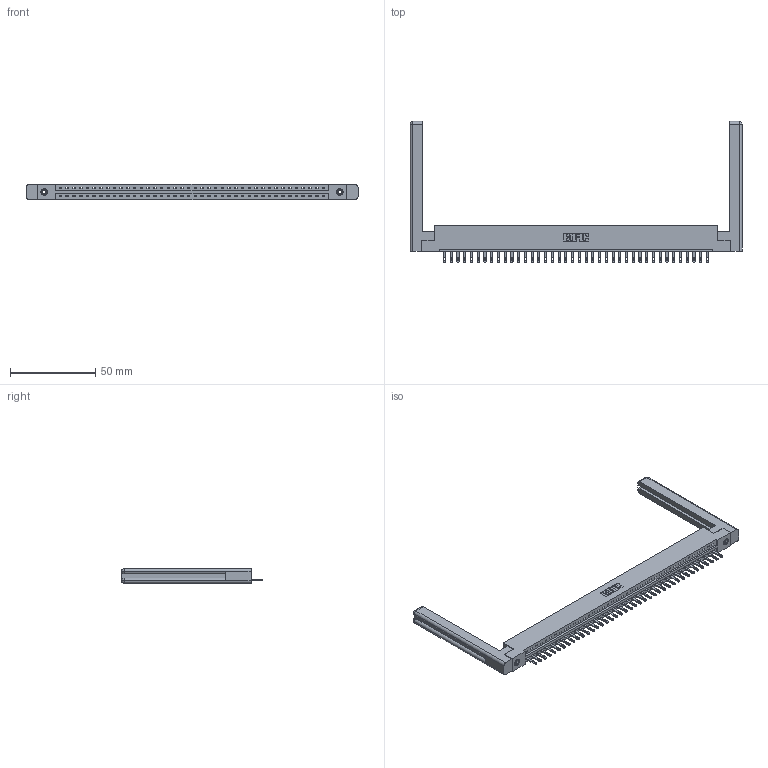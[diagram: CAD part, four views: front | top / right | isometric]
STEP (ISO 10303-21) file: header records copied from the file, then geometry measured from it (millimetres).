
FILE_DESCRIPTION (( 'STEP AP203' ), '1' );
FILE_NAME ('337-040-500-158.STEP', '2019-10-01T19:08:38', ( '' ), ( '' ), 'SwSTEP 2.0', 'SolidWorks 2016', '' );
FILE_SCHEMA (( 'CONFIG_CONTROL_DESIGN' ));
Length unit declared in the file: inch
Products named in the file (5): 345-250-001_345-250-001-102; 307-220-058; 337 Part_Flush Mounting Lugs - 0.156 Dia-TI; 345-292-001_345-293-100; 337-040-500-158
Assembly tree (45 placements, depth 2):
  337-040-500-158
    337 Part_Flush Mounting Lugs - 0.156 Dia-TI
    345-292-001_345-293-100  x40
    345-250-001_345-250-001-102  x2
    307-220-058  x2
Bounding box: 195.12 x 82.94 x 9.4 mm (x, y, z)
Volume: 27441.6 mm3; surface area: 26251.2 mm2
Topology: 45 solids, 45 shells, 2576 faces, 7865 edges, 5230 vertices
Faces by surface type: plane 1754, cylinder 798, cone 12, torus 12
Entity records: 32556 total; most frequent: CARTESIAN_POINT 5669, ORIENTED_EDGE 5584, DIRECTION 4796, EDGE_CURVE 2792, LINE 2612, VECTOR 2612, VERTEX_POINT 1854, AXIS2_PLACEMENT_3D 1092
